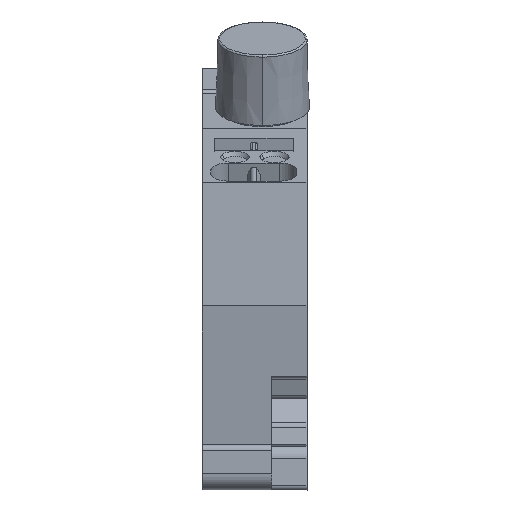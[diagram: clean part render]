
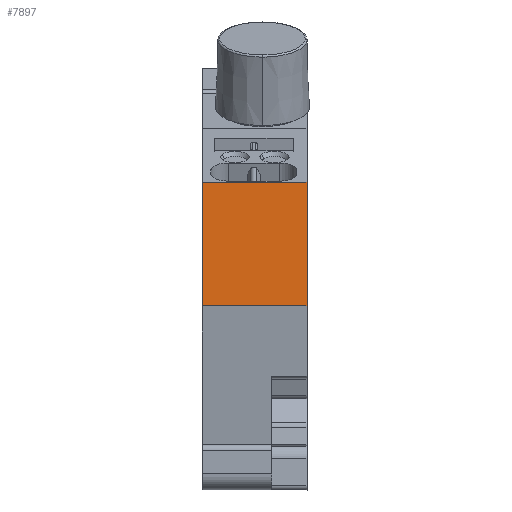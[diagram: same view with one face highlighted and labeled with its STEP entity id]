
A CAD part, front view. The second image highlights one B-rep face of the part: STEP entity #7897.
In plain terms, the highlighted planar face has unit normal (0, -1, 0).
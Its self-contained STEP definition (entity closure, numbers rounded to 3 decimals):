
#7889=AXIS2_PLACEMENT_3D('Plane Axis2P3D',#7886,#7887,#7888) ;
#722=CARTESIAN_POINT('Vertex',(12.2,0.,21.482)) ;
#725=CARTESIAN_POINT('Line Origine',(6.1,0.,21.482)) ;
#729=CARTESIAN_POINT('Vertex',(0.,0.,21.482)) ;
#2061=CARTESIAN_POINT('Vertex',(12.2,0.,35.924)) ;
#2064=CARTESIAN_POINT('Line Origine',(12.2,0.,28.703)) ;
#4253=CARTESIAN_POINT('Line Origine',(0.,0.,28.703)) ;
#4257=CARTESIAN_POINT('Vertex',(0.,0.,35.924)) ;
#7834=CARTESIAN_POINT('Line Origine',(6.1,0.,35.924)) ;
#7886=CARTESIAN_POINT('Axis2P3D Location',(0.,0.,21.482)) ;
#726=DIRECTION('Vector Direction',(-1.,0.,0.)) ;
#2065=DIRECTION('Vector Direction',(0.,0.,1.)) ;
#4254=DIRECTION('Vector Direction',(0.,0.,1.)) ;
#7835=DIRECTION('Vector Direction',(-1.,0.,0.)) ;
#7887=DIRECTION('Axis2P3D Direction',(0.,-1.,0.)) ;
#7888=DIRECTION('Axis2P3D XDirection',(0.,0.,1.)) ;
#727=VECTOR('Line Direction',#726,1.) ;
#2066=VECTOR('Line Direction',#2065,1.) ;
#4255=VECTOR('Line Direction',#4254,1.) ;
#7836=VECTOR('Line Direction',#7835,1.) ;
#7892=ORIENTED_EDGE('',*,*,#731,.F.) ;
#7893=ORIENTED_EDGE('',*,*,#2068,.T.) ;
#7894=ORIENTED_EDGE('',*,*,#7838,.T.) ;
#7895=ORIENTED_EDGE('',*,*,#4259,.F.) ;
#7897=ADVANCED_FACE('KLTR_ZDU_6_2.1\\K\X2\00F6\X0\rper.2',(#7896),#7890,.T.) ;
#731=EDGE_CURVE('',#723,#730,#728,.T.) ;
#2068=EDGE_CURVE('',#723,#2062,#2067,.T.) ;
#4259=EDGE_CURVE('',#730,#4258,#4256,.T.) ;
#7838=EDGE_CURVE('',#2062,#4258,#7837,.T.) ;
#7891=EDGE_LOOP('',(#7892,#7893,#7894,#7895)) ;
#7896=FACE_OUTER_BOUND('',#7891,.T.) ;
#728=LINE('Line',#725,#727) ;
#2067=LINE('Line',#2064,#2066) ;
#4256=LINE('Line',#4253,#4255) ;
#7837=LINE('Line',#7834,#7836) ;
#7890=PLANE('',#7889) ;
#723=VERTEX_POINT('',#722) ;
#730=VERTEX_POINT('',#729) ;
#2062=VERTEX_POINT('',#2061) ;
#4258=VERTEX_POINT('',#4257) ;
